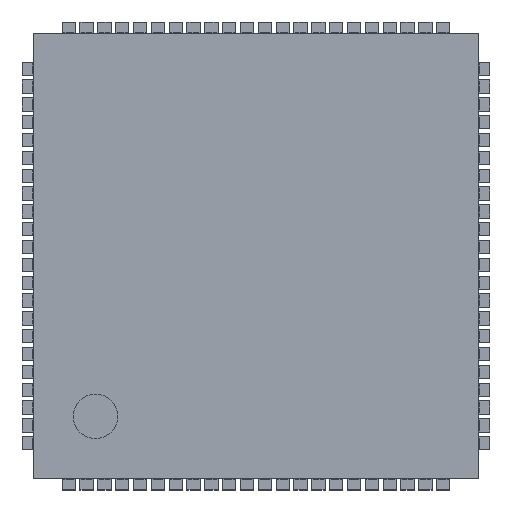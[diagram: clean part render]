
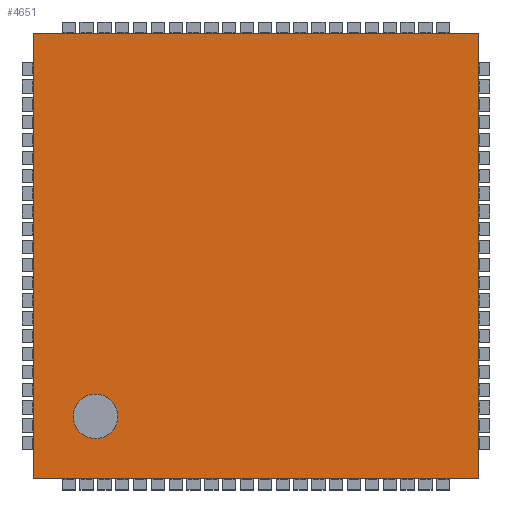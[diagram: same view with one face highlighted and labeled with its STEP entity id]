
A CAD part, top view. The second image highlights one B-rep face of the part: STEP entity #4651.
In plain terms, the highlighted planar face has unit normal (0, 0, 1).
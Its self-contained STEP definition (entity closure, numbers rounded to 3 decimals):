
#3826=CIRCLE('',#23788,0.5);
#3827=CIRCLE('',#23789,0.5);
#4010=FACE_BOUND('',#7609,.T.);
#4011=FACE_BOUND('',#7610,.T.);
#4651=ADVANCED_FACE('',(#4010,#4011),#5638,.T.);
#5638=PLANE('',#23790);
#7609=EDGE_LOOP('',(#11504,#11505,#11506,#11507));
#7610=EDGE_LOOP('',(#11508,#11509));
#11504=ORIENTED_EDGE('',*,*,#17393,.T.);
#11505=ORIENTED_EDGE('',*,*,#17343,.F.);
#11506=ORIENTED_EDGE('',*,*,#17399,.F.);
#11507=ORIENTED_EDGE('',*,*,#15113,.T.);
#11508=ORIENTED_EDGE('',*,*,#17400,.F.);
#11509=ORIENTED_EDGE('',*,*,#17401,.F.);
#13325=VERTEX_POINT('',#28809);
#13326=VERTEX_POINT('',#28811);
#15104=VERTEX_POINT('',#33447);
#15105=VERTEX_POINT('',#33449);
#15106=VERTEX_POINT('',#33517);
#15107=VERTEX_POINT('',#33518);
#15113=EDGE_CURVE('',#13326,#13325,#17795,.T.);
#17343=EDGE_CURVE('',#15104,#15105,#20025,.T.);
#17393=EDGE_CURVE('',#13325,#15105,#20075,.T.);
#17399=EDGE_CURVE('',#13326,#15104,#20081,.T.);
#17400=EDGE_CURVE('',#15106,#15107,#3826,.T.);
#17401=EDGE_CURVE('',#15107,#15106,#3827,.T.);
#17795=LINE('',#28810,#20473);
#20025=LINE('',#33448,#22703);
#20075=LINE('',#33504,#22753);
#20081=LINE('',#33515,#22759);
#20473=VECTOR('',#24145,1.);
#22703=VECTOR('',#27633,1.);
#22753=VECTOR('',#27693,1.);
#22759=VECTOR('',#27709,1.);
#23788=AXIS2_PLACEMENT_3D('',#33516,#27710,#27711);
#23789=AXIS2_PLACEMENT_3D('',#33519,#27712,#27713);
#23790=AXIS2_PLACEMENT_3D('',#33520,#27714,#27715);
#24145=DIRECTION('',(1.,0.,0.));
#27633=DIRECTION('',(1.,0.,0.));
#27693=DIRECTION('',(0.,1.,0.));
#27709=DIRECTION('',(0.,1.,0.));
#27710=DIRECTION('',(0.,0.,1.));
#27711=DIRECTION('',(-1.,0.,0.));
#27712=DIRECTION('',(0.,0.,1.));
#27713=DIRECTION('',(1.,0.,0.));
#27714=DIRECTION('',(0.,0.,1.));
#27715=DIRECTION('',(-1.,0.,0.));
#28809=CARTESIAN_POINT('',(5.,-5.,0.976));
#28810=CARTESIAN_POINT('',(-5.,-5.,0.976));
#28811=CARTESIAN_POINT('',(-5.,-5.,0.976));
#33447=CARTESIAN_POINT('',(-5.,5.,0.976));
#33448=CARTESIAN_POINT('',(-5.,5.,0.976));
#33449=CARTESIAN_POINT('',(5.,5.,0.976));
#33504=CARTESIAN_POINT('',(5.,-5.,0.976));
#33515=CARTESIAN_POINT('',(-5.,-5.,0.976));
#33516=CARTESIAN_POINT('',(-3.6,-3.6,0.976));
#33517=CARTESIAN_POINT('',(-4.1,-3.6,0.976));
#33518=CARTESIAN_POINT('',(-3.1,-3.6,0.976));
#33519=CARTESIAN_POINT('',(-3.6,-3.6,0.976));
#33520=CARTESIAN_POINT('',(-5.,-5.,0.976));
